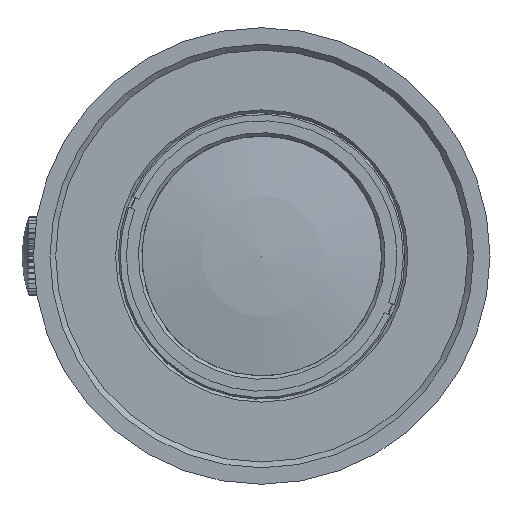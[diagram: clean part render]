
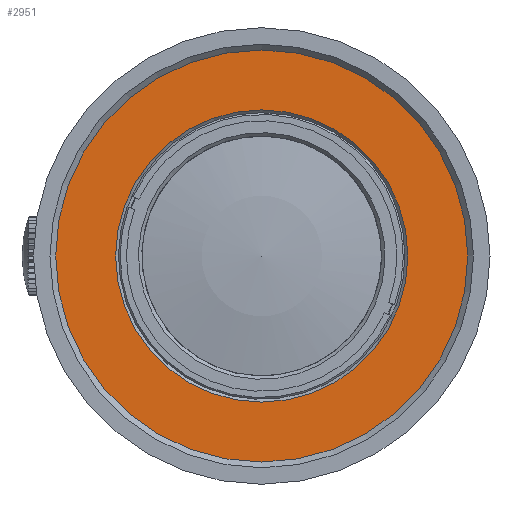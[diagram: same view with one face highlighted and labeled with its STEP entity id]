
A CAD part, left-side view. The second image highlights one B-rep face of the part: STEP entity #2951.
In plain terms, the highlighted planar face has unit normal (-1, 0, 0).
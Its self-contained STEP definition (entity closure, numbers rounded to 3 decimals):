
#1178=PLANE('',#11560);
#2951=ADVANCED_FACE('',(#3359,#3360),#1178,.F.);
#3359=FACE_BOUND('',#3975,.T.);
#3360=FACE_BOUND('',#3976,.T.);
#3975=EDGE_LOOP('',(#6014));
#3976=EDGE_LOOP('',(#6015));
#6014=ORIENTED_EDGE('',*,*,#9773,.F.);
#6015=ORIENTED_EDGE('',*,*,#9774,.T.);
#8165=VERTEX_POINT('',#16771);
#8166=VERTEX_POINT('',#16773);
#9773=EDGE_CURVE('',#8165,#8165,#10865,.T.);
#9774=EDGE_CURVE('',#8166,#8166,#10866,.T.);
#10865=CIRCLE('',#11558,12.8);
#10866=CIRCLE('',#11559,18.55);
#11558=AXIS2_PLACEMENT_3D('',#16770,#13414,#13415);
#11559=AXIS2_PLACEMENT_3D('',#16772,#13416,#13417);
#11560=AXIS2_PLACEMENT_3D('',#16774,#13418,#13419);
#13414=DIRECTION('',(-1.,0.,0.));
#13415=DIRECTION('',(0.,0.,1.));
#13416=DIRECTION('',(-1.,0.,0.));
#13417=DIRECTION('',(0.,0.,1.));
#13418=DIRECTION('',(1.,0.,0.));
#13419=DIRECTION('',(0.,0.,-1.));
#16770=CARTESIAN_POINT('',(-67.985,0.,0.));
#16771=CARTESIAN_POINT('',(-67.985,0.,12.8));
#16772=CARTESIAN_POINT('',(-67.985,0.,0.));
#16773=CARTESIAN_POINT('',(-67.985,0.,18.55));
#16774=CARTESIAN_POINT('',(-67.985,18.55,0.));
